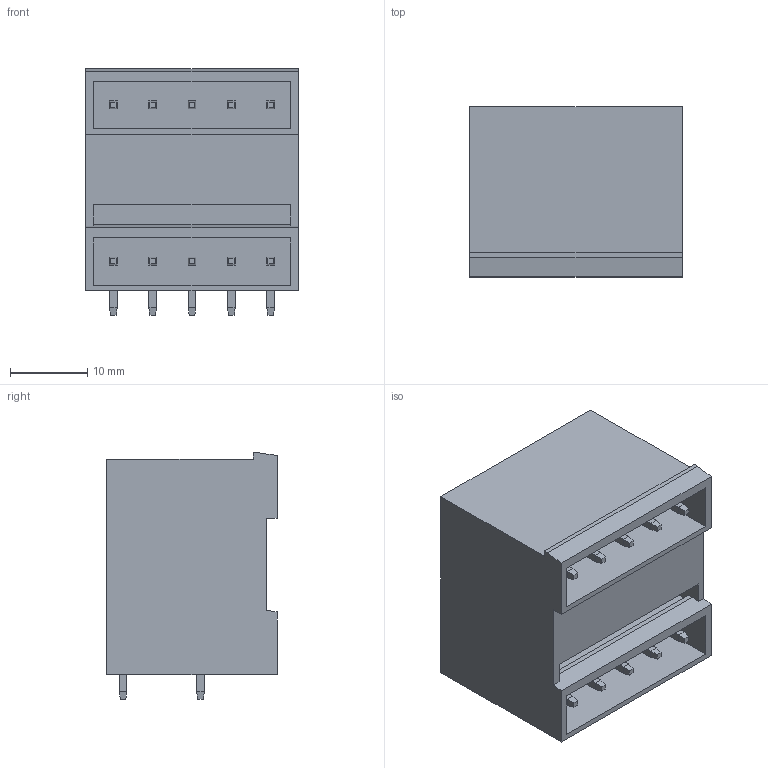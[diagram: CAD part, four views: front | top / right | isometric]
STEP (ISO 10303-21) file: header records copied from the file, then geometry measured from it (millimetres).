
FILE_DESCRIPTION(('CATIA V5 STEP Exchange','CAx-IF Rec.Pracs.--- Model Styling and Organization---1.2---2011-12-15'),'2;1');
FILE_NAME ('D1453102_0_1601820000_1601820000.stp','2018-11-03T04:26:08+00:00',('none'),('Weidmueller'),'CATIA Version 5-6 Release 2014','CATIA V5 STEP AP214','none');
FILE_SCHEMA(('AUTOMOTIVE_DESIGN { 1 0 10303 214 1 1 1 1 }'));
Length unit declared in the file: millimetre
Products named in the file (1): 1601820000
Bounding box: 27.4 x 22 x 31.88 mm (x, y, z)
Volume: 8540.7 mm3; surface area: 9054.6 mm2
Topology: 11 solids, 11 shells, 254 faces, 610 edges, 380 vertices
Faces by surface type: plane 254
Entity records: 6388 total; most frequent: ORIENTED_EDGE 1220, CARTESIAN_POINT 1184, DIRECTION 756, EDGE_CURVE 610, VECTOR 530, LINE 530, VERTEX_POINT 380, EDGE_LOOP 276
